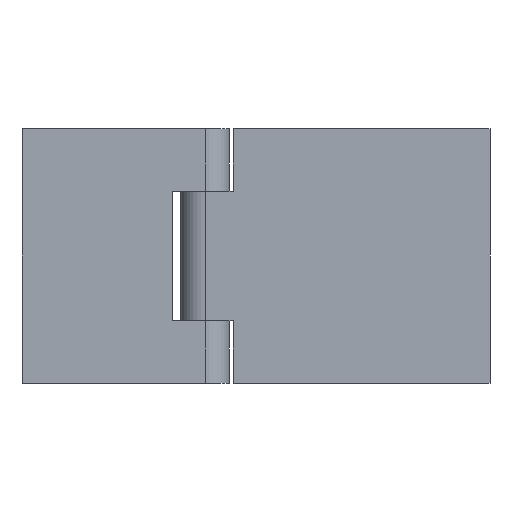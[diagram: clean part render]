
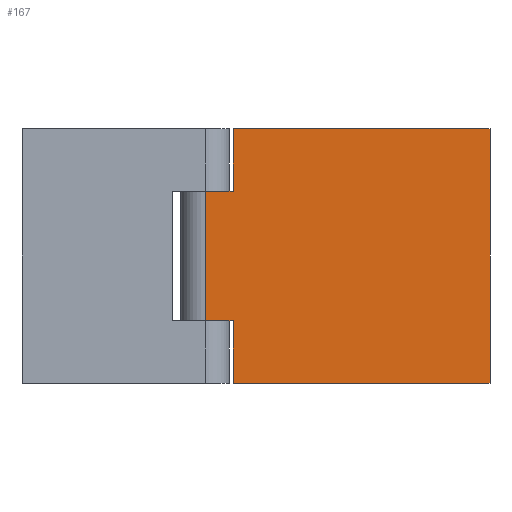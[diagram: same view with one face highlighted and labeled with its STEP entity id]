
A CAD part, front view. The second image highlights one B-rep face of the part: STEP entity #167.
In plain terms, the highlighted planar face has unit normal (0, -1, 0).
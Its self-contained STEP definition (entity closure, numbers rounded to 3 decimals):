
#145 = EDGE_CURVE ( 'NONE', #152, #146, #619, .T. ) ;
#146 = VERTEX_POINT ( 'NONE', #615 ) ;
#151 = VERTEX_POINT ( 'NONE', #610 ) ;
#152 = VERTEX_POINT ( 'NONE', #609 ) ;
#158 = EDGE_CURVE ( 'NONE', #161, #151, #658, .T. ) ;
#161 = VERTEX_POINT ( 'NONE', #649 ) ;
#167 = ADVANCED_FACE ( 'NONE', ( #700 ), #699, .F. ) ;
#168 = ORIENTED_EDGE ( 'NONE', *, *, #158, .T. ) ;
#169 = VERTEX_POINT ( 'NONE', #694 ) ;
#170 = ORIENTED_EDGE ( 'NONE', *, *, #171, .F. ) ;
#171 = EDGE_CURVE ( 'NONE', #146, #222, #693, .T. ) ;
#172 = ORIENTED_EDGE ( 'NONE', *, *, #145, .F. ) ;
#173 = ORIENTED_EDGE ( 'NONE', *, *, #174, .T. ) ;
#174 = EDGE_CURVE ( 'NONE', #151, #169, #689, .T. ) ;
#175 = ORIENTED_EDGE ( 'NONE', *, *, #178, .T. ) ;
#176 = ORIENTED_EDGE ( 'NONE', *, *, #177, .T. ) ;
#177 = EDGE_CURVE ( 'NONE', #226, #161, #685, .T. ) ;
#178 = EDGE_CURVE ( 'NONE', #169, #180, #681, .T. ) ;
#179 = ORIENTED_EDGE ( 'NONE', *, *, #244, .T. ) ;
#180 = VERTEX_POINT ( 'NONE', #676 ) ;
#222 = VERTEX_POINT ( 'NONE', #739 ) ;
#223 = EDGE_LOOP ( 'NONE', ( #224, #176, #168, #173, #175, #179, #170, #172 ) ) ;
#224 = ORIENTED_EDGE ( 'NONE', *, *, #225, .T. ) ;
#225 = EDGE_CURVE ( 'NONE', #152, #226, #738, .T. ) ;
#226 = VERTEX_POINT ( 'NONE', #798 ) ;
#244 = EDGE_CURVE ( 'NONE', #180, #222, #830, .T. ) ;
#609 = CARTESIAN_POINT ( 'NONE',  ( 5.5, -4.75, 25. ) ) ;
#610 = CARTESIAN_POINT ( 'NONE',  ( 0., -4.75, -12.75 ) ) ;
#615 = CARTESIAN_POINT ( 'NONE',  ( 56., -4.75, 25. ) ) ;
#616 = DIRECTION ( 'NONE',  ( 1., 0., 0. ) ) ;
#617 = VECTOR ( 'NONE', #616, 1000. ) ;
#618 = CARTESIAN_POINT ( 'NONE',  ( 0., -4.75, 25. ) ) ;
#619 = LINE ( 'NONE', #618, #617 ) ;
#649 = CARTESIAN_POINT ( 'NONE',  ( 0., -4.75, 12.75 ) ) ;
#655 = DIRECTION ( 'NONE',  ( 0., 0., -1. ) ) ;
#656 = VECTOR ( 'NONE', #655, 1000. ) ;
#657 = CARTESIAN_POINT ( 'NONE',  ( 0., -4.75, 25. ) ) ;
#658 = LINE ( 'NONE', #657, #656 ) ;
#676 = CARTESIAN_POINT ( 'NONE',  ( 5.5, -4.75, -25. ) ) ;
#678 = DIRECTION ( 'NONE',  ( 0., 0., -1. ) ) ;
#679 = VECTOR ( 'NONE', #678, 1000. ) ;
#680 = CARTESIAN_POINT ( 'NONE',  ( 5.5, -4.75, 25. ) ) ;
#681 = LINE ( 'NONE', #680, #679 ) ;
#682 = DIRECTION ( 'NONE',  ( -1., 0., 0. ) ) ;
#683 = VECTOR ( 'NONE', #682, 1000. ) ;
#684 = CARTESIAN_POINT ( 'NONE',  ( 0., -4.75, 12.75 ) ) ;
#685 = LINE ( 'NONE', #684, #683 ) ;
#686 = DIRECTION ( 'NONE',  ( 1., 0., 0. ) ) ;
#687 = VECTOR ( 'NONE', #686, 1000. ) ;
#688 = CARTESIAN_POINT ( 'NONE',  ( 0., -4.75, -12.75 ) ) ;
#689 = LINE ( 'NONE', #688, #687 ) ;
#690 = DIRECTION ( 'NONE',  ( 0., 0., -1. ) ) ;
#691 = VECTOR ( 'NONE', #690, 1000. ) ;
#692 = CARTESIAN_POINT ( 'NONE',  ( 56., -4.75, 25. ) ) ;
#693 = LINE ( 'NONE', #692, #691 ) ;
#694 = CARTESIAN_POINT ( 'NONE',  ( 5.5, -4.75, -12.75 ) ) ;
#695 = DIRECTION ( 'NONE',  ( -1., 0., 0. ) ) ;
#696 = DIRECTION ( 'NONE',  ( 0., 1., 0. ) ) ;
#697 = CARTESIAN_POINT ( 'NONE',  ( 0., -4.75, 25. ) ) ;
#698 = AXIS2_PLACEMENT_3D ( 'NONE', #697, #696, #695 ) ;
#699 = PLANE ( 'NONE',  #698 ) ;
#700 = FACE_OUTER_BOUND ( 'NONE', #223, .T. ) ;
#736 = VECTOR ( 'NONE', #799, 1000. ) ;
#737 = CARTESIAN_POINT ( 'NONE',  ( 5.5, -4.75, 25. ) ) ;
#738 = LINE ( 'NONE', #737, #736 ) ;
#739 = CARTESIAN_POINT ( 'NONE',  ( 56., -4.75, -25. ) ) ;
#798 = CARTESIAN_POINT ( 'NONE',  ( 5.5, -4.75, 12.75 ) ) ;
#799 = DIRECTION ( 'NONE',  ( 0., 0., -1. ) ) ;
#827 = DIRECTION ( 'NONE',  ( 1., 0., 0. ) ) ;
#828 = VECTOR ( 'NONE', #827, 1000. ) ;
#829 = CARTESIAN_POINT ( 'NONE',  ( 0., -4.75, -25. ) ) ;
#830 = LINE ( 'NONE', #829, #828 ) ;
